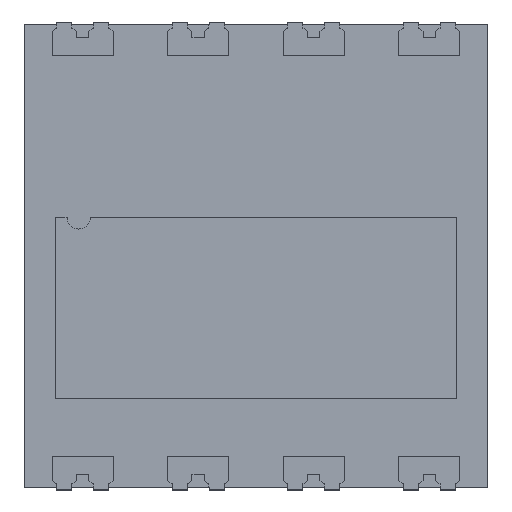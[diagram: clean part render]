
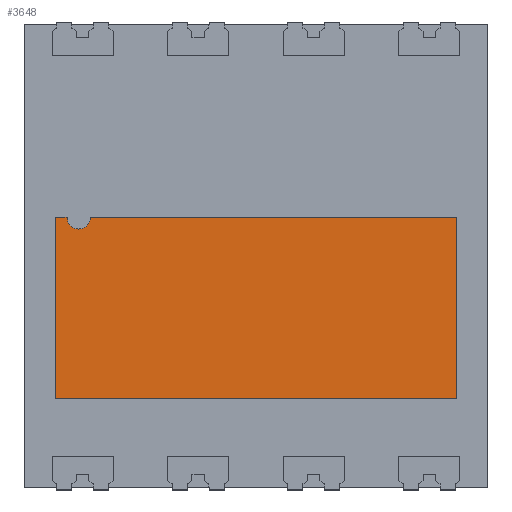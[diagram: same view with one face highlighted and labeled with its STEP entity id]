
A CAD part, top view. The second image highlights one B-rep face of the part: STEP entity #3648.
In plain terms, the highlighted planar face has unit normal (0, 0, 1).
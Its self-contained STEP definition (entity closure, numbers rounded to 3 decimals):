
#3648=ADVANCED_FACE('',(#6388),#6390,.T.);
#6388=FACE_BOUND('',#6389,.T.);
#6389=EDGE_LOOP('',(#8980,#8981,#8982,#8983,#8984,#8985));
#6390=PLANE('',#6391);
#6391=AXIS2_PLACEMENT_3D('',#6392,#6393,#6394);
#6392=CARTESIAN_POINT('',(0.,0.,0.9));
#6393=DIRECTION('',(0.,0.,1.));
#6394=DIRECTION('',(-1.,0.,0.));
#8980=ORIENTED_EDGE('',*,*,#10029,.T.);
#8981=ORIENTED_EDGE('',*,*,#10039,.T.);
#8982=ORIENTED_EDGE('',*,*,#10037,.T.);
#8983=ORIENTED_EDGE('',*,*,#10035,.T.);
#8984=ORIENTED_EDGE('',*,*,#10033,.T.);
#8985=ORIENTED_EDGE('',*,*,#10031,.T.);
#10029=EDGE_CURVE('',#11891,#11889,#11892,.T.);
#10031=EDGE_CURVE('',#11894,#11891,#11895,.T.);
#10033=EDGE_CURVE('',#11897,#11894,#11898,.T.);
#10035=EDGE_CURVE('',#11900,#11897,#11901,.T.);
#10037=EDGE_CURVE('',#11903,#11900,#11904,.T.);
#10039=EDGE_CURVE('',#11889,#11903,#11906,.T.);
#11889=VERTEX_POINT('',#15899);
#11891=VERTEX_POINT('',#15903);
#11892=LINE('',#15904,#15905);
#11894=VERTEX_POINT('',#15910);
#11895=CIRCLE('',#15911,0.2);
#11897=VERTEX_POINT('',#15918);
#11898=LINE('',#15919,#15920);
#11900=VERTEX_POINT('',#15925);
#11901=LINE('',#15926,#15927);
#11903=VERTEX_POINT('',#15932);
#11904=LINE('',#15933,#15934);
#11906=LINE('',#15939,#15940);
#15899=CARTESIAN_POINT('',(-3.47,0.666,0.9));
#15903=CARTESIAN_POINT('',(-3.27,0.666,0.9));
#15904=CARTESIAN_POINT('',(-3.27,0.666,0.9));
#15905=VECTOR('',#15906,1.);
#15906=DIRECTION('',(-1.,0.,0.));
#15910=CARTESIAN_POINT('',(-2.87,0.666,0.9));
#15911=AXIS2_PLACEMENT_3D('',#15912,#15913,#15914);
#15912=CARTESIAN_POINT('',(-3.07,0.666,0.9));
#15913=DIRECTION('',(0.,0.,-1.));
#15914=DIRECTION('',(1.,0.,0.));
#15918=CARTESIAN_POINT('',(3.47,0.666,0.9));
#15919=CARTESIAN_POINT('',(3.47,0.666,0.9));
#15920=VECTOR('',#15921,1.);
#15921=DIRECTION('',(-1.,0.,0.));
#15925=CARTESIAN_POINT('',(3.47,-2.466,0.9));
#15926=CARTESIAN_POINT('',(3.47,-2.466,0.9));
#15927=VECTOR('',#15928,1.);
#15928=DIRECTION('',(0.,1.,0.));
#15932=CARTESIAN_POINT('',(-3.47,-2.466,0.9));
#15933=CARTESIAN_POINT('',(-3.47,-2.466,0.9));
#15934=VECTOR('',#15935,1.);
#15935=DIRECTION('',(1.,0.,0.));
#15939=CARTESIAN_POINT('',(-3.47,0.666,0.9));
#15940=VECTOR('',#15941,1.);
#15941=DIRECTION('',(0.,-1.,0.));
